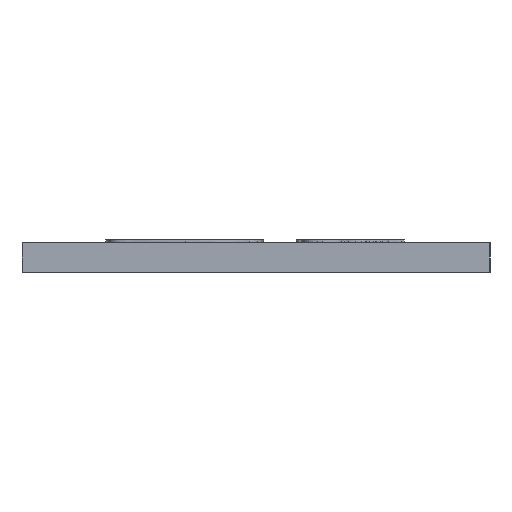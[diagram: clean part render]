
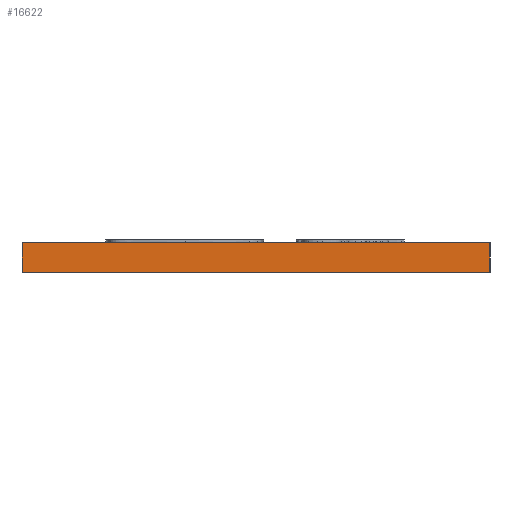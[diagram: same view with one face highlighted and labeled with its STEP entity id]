
A CAD part, left-side view. The second image highlights one B-rep face of the part: STEP entity #16622.
In plain terms, the highlighted planar face has unit normal (-1, 0, 0).
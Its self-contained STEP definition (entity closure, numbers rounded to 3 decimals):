
#196=PLANE('',#16758);
#1114=FACE_OUTER_BOUND('',#2101,.T.);
#2101=EDGE_LOOP('',(#14872,#14873,#14874,#14875));
#2321=LINE('',#21301,#3270);
#3044=LINE('',#33434,#3993);
#3045=LINE('',#33435,#3994);
#3046=LINE('',#33436,#3995);
#3270=VECTOR('',#17050,10.);
#3993=VECTOR('',#17929,10.);
#3994=VECTOR('',#17930,10.);
#3995=VECTOR('',#17931,10.);
#6045=VERTEX_POINT('',#21286);
#6052=VERTEX_POINT('',#21299);
#7287=VERTEX_POINT('',#33432);
#7288=VERTEX_POINT('',#33433);
#7901=EDGE_CURVE('',#6052,#6045,#2321,.T.);
#9820=EDGE_CURVE('',#7287,#7288,#3044,.T.);
#9821=EDGE_CURVE('',#7287,#6045,#3045,.T.);
#9822=EDGE_CURVE('',#7288,#6052,#3046,.T.);
#14872=ORIENTED_EDGE('',*,*,#9820,.F.);
#14873=ORIENTED_EDGE('',*,*,#9821,.T.);
#14874=ORIENTED_EDGE('',*,*,#7901,.F.);
#14875=ORIENTED_EDGE('',*,*,#9822,.F.);
#16622=ADVANCED_FACE('',(#1114),#196,.T.);
#16758=AXIS2_PLACEMENT_3D('',#33431,#17927,#17928);
#17050=DIRECTION('',(0.,-1.,0.));
#17927=DIRECTION('center_axis',(-1.,0.,0.));
#17928=DIRECTION('ref_axis',(0.,-1.,0.));
#17929=DIRECTION('',(0.,1.,0.));
#17930=DIRECTION('',(0.,0.,1.));
#17931=DIRECTION('',(0.,0.,1.));
#21286=CARTESIAN_POINT('',(-0.281,14.37,1.));
#21299=CARTESIAN_POINT('',(-0.281,30.036,1.));
#21301=CARTESIAN_POINT('',(-0.281,14.37,1.));
#33431=CARTESIAN_POINT('Origin',(-0.281,30.036,0.));
#33432=CARTESIAN_POINT('',(-0.281,14.37,0.));
#33433=CARTESIAN_POINT('',(-0.281,30.036,0.));
#33434=CARTESIAN_POINT('',(-0.281,14.37,0.));
#33435=CARTESIAN_POINT('',(-0.281,14.37,0.));
#33436=CARTESIAN_POINT('',(-0.281,30.036,0.));
